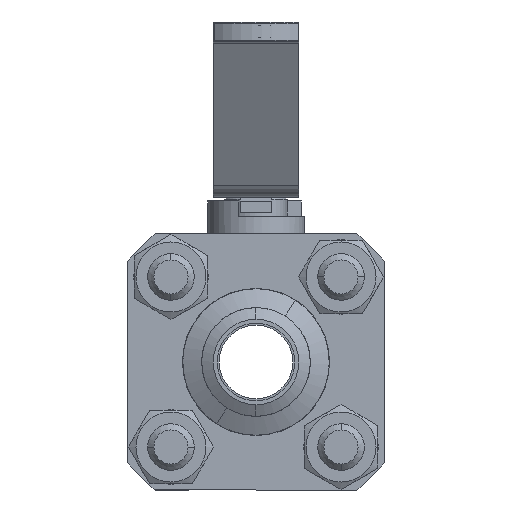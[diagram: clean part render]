
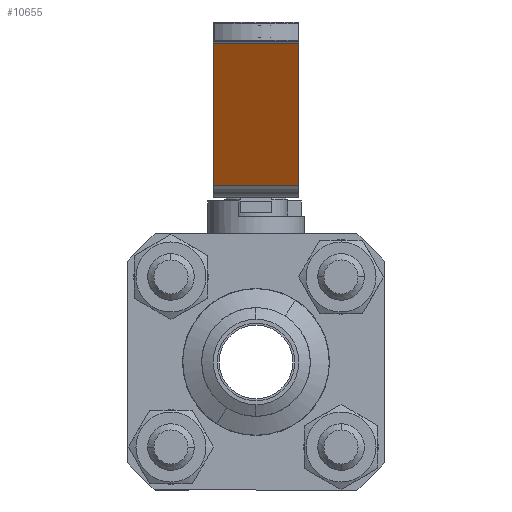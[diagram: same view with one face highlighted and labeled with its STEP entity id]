
A CAD part, left-side view. The second image highlights one B-rep face of the part: STEP entity #10655.
In plain terms, the highlighted planar face has unit normal (-0.866, 0, -0.5).
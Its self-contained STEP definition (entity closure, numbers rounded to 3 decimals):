
#10000=CARTESIAN_POINT('',(-21.232,11.,45.5));
#10001=VERTEX_POINT('',#10000);
#10009=CARTESIAN_POINT('',(-42.384,11.,82.136));
#10010=VERTEX_POINT('',#10009);
#10011=CARTESIAN_POINT('',(-42.384,11.,82.136));
#10012=DIRECTION('',(0.5,0.,-0.866));
#10013=VECTOR('',#10012,42.304);
#10014=LINE('',#10011,#10013);
#10015=EDGE_CURVE('',#10010,#10001,#10014,.T.);
#10053=CARTESIAN_POINT('',(-42.384,-11.,82.136));
#10054=VERTEX_POINT('',#10053);
#10062=CARTESIAN_POINT('',(-21.232,-11.,45.5));
#10063=VERTEX_POINT('',#10062);
#10064=CARTESIAN_POINT('',(-21.232,-11.,45.5));
#10065=DIRECTION('',(-0.5,0.,0.866));
#10066=VECTOR('',#10065,42.304);
#10067=LINE('',#10064,#10066);
#10068=EDGE_CURVE('',#10063,#10054,#10067,.T.);
#10627=CARTESIAN_POINT('',(-21.232,11.,45.5));
#10628=DIRECTION('',(0.0,-1.0,0.0));
#10629=VECTOR('',#10628,22.0);
#10630=LINE('',#10627,#10629);
#10631=EDGE_CURVE('',#10001,#10063,#10630,.T.);
#10639=CARTESIAN_POINT('',(-31.375,0.,63.068));
#10640=DIRECTION('',(0.866,0.,0.5));
#10641=DIRECTION('',(-0.5,0.,0.866));
#10642=AXIS2_PLACEMENT_3D('',#10639,#10640,#10641);
#10643=PLANE('',#10642);
#10644=CARTESIAN_POINT('',(-42.384,-11.,82.136));
#10645=DIRECTION('',(0.0,1.0,0.0));
#10646=VECTOR('',#10645,22.0);
#10647=LINE('',#10644,#10646);
#10648=EDGE_CURVE('',#10054,#10010,#10647,.T.);
#10649=ORIENTED_EDGE('',*,*,#10648,.T.);
#10650=ORIENTED_EDGE('',*,*,#10015,.T.);
#10651=ORIENTED_EDGE('',*,*,#10631,.T.);
#10652=ORIENTED_EDGE('',*,*,#10068,.T.);
#10653=EDGE_LOOP('',(#10649,#10650,#10651,#10652));
#10654=FACE_OUTER_BOUND('',#10653,.T.);
#10655=ADVANCED_FACE('',(#10654),#10643,.F.);
